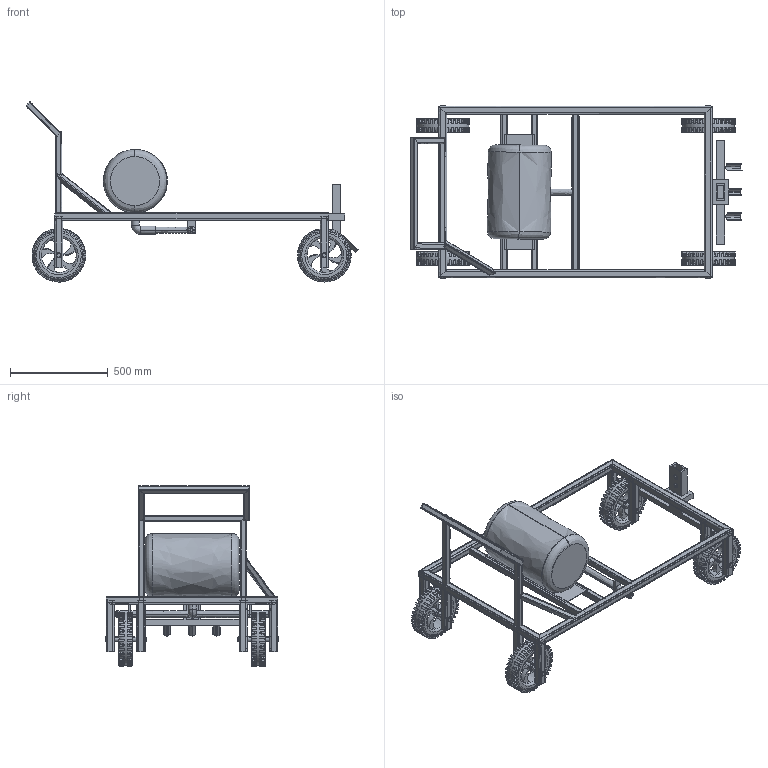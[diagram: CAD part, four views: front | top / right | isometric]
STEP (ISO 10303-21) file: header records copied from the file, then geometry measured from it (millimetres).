
FILE_DESCRIPTION(('FreeCAD Model'),'2;1');
FILE_NAME('Open CASCADE Shape Model','2025-05-08T09:12:38',('FreeCAD'),( 'FreeCAD'),'Open CASCADE STEP processor 7.6','FreeCAD','Unknown');
FILE_SCHEMA(('AUTOMOTIVE_DESIGN { 1 0 10303 214 1 1 1 1 }'));
Products named in the file (1): Open CASCADE STEP translator 7.6 1
Bounding box: 1694.42 x 885.73 x 918.95 mm (x, y, z)
Volume: 20740319.7 mm3; surface area: 5728303.5 mm2
Topology: 38 solids, 38 shells, 3380 faces, 9817 edges, 6495 vertices
Faces by surface type: bspline 3380
Entity records: 126352 total; most frequent: CARTESIAN_POINT 71277, ORIENTED_EDGE 19634, EDGE_CURVE 9817, B_SPLINE_CURVE_WITH_KNOTS 6818, VERTEX_POINT 6495, FACE_BOUND 3520, EDGE_LOOP 3520, ADVANCED_FACE 3380
